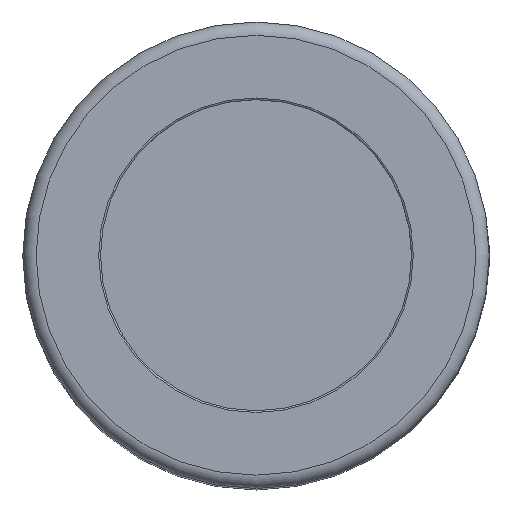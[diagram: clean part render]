
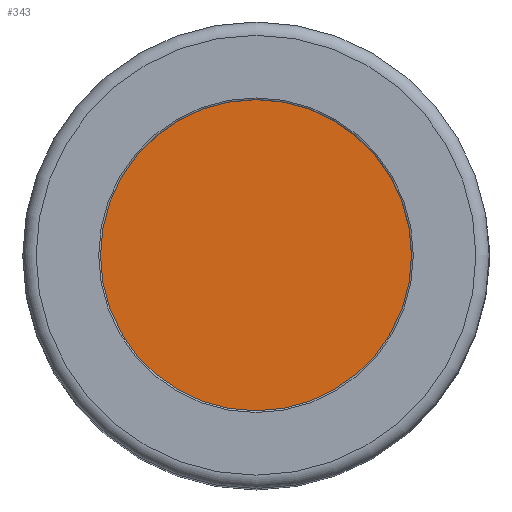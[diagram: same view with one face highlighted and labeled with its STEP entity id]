
A CAD part, top view. The second image highlights one B-rep face of the part: STEP entity #343.
In plain terms, the highlighted planar face has unit normal (0, 0, 1).
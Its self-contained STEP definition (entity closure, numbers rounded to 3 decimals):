
#250 = VERTEX_POINT('',#251);
#251 = CARTESIAN_POINT('',(3.5,0.,19.75));
#258 = CYLINDRICAL_SURFACE('',#259,3.5);
#259 = AXIS2_PLACEMENT_3D('',#260,#261,#262);
#260 = CARTESIAN_POINT('',(0.,0.,19.65));
#261 = DIRECTION('',(-0.,-0.,-1.));
#262 = DIRECTION('',(1.,0.,0.));
#277 = EDGE_CURVE('',#250,#250,#278,.T.);
#278 = SURFACE_CURVE('',#279,(#284,#291),.PCURVE_S1.);
#279 = CIRCLE('',#280,3.5);
#280 = AXIS2_PLACEMENT_3D('',#281,#282,#283);
#281 = CARTESIAN_POINT('',(0.,0.,19.75));
#282 = DIRECTION('',(0.,0.,1.));
#283 = DIRECTION('',(1.,0.,0.));
#284 = PCURVE('',#258,#285);
#285 = DEFINITIONAL_REPRESENTATION('',(#286),#290);
#286 = LINE('',#287,#288);
#287 = CARTESIAN_POINT('',(-0.,-0.1));
#288 = VECTOR('',#289,1.);
#289 = DIRECTION('',(-1.,0.));
#290 = ( GEOMETRIC_REPRESENTATION_CONTEXT(2) 
PARAMETRIC_REPRESENTATION_CONTEXT() REPRESENTATION_CONTEXT('2D SPACE',''
  ) );
#291 = PCURVE('',#292,#297);
#292 = PLANE('',#293);
#293 = AXIS2_PLACEMENT_3D('',#294,#295,#296);
#294 = CARTESIAN_POINT('',(3.5,0.,19.75));
#295 = DIRECTION('',(0.,0.,-1.));
#296 = DIRECTION('',(-1.,0.,0.));
#297 = DEFINITIONAL_REPRESENTATION('',(#298),#306);
#298 = ( BOUNDED_CURVE() B_SPLINE_CURVE(2,(#299,#300,#301,#302,#303,#304
,#305),.UNSPECIFIED.,.F.,.F.) B_SPLINE_CURVE_WITH_KNOTS((1,2,2,2,2,1),(
    -2.094,0.,2.094,4.189,6.283,
8.378),.UNSPECIFIED.) CURVE() GEOMETRIC_REPRESENTATION_ITEM() 
RATIONAL_B_SPLINE_CURVE((1.,0.5,1.,0.5,1.,0.5,1.)) REPRESENTATION_ITEM(
  '') );
#299 = CARTESIAN_POINT('',(0.,0.));
#300 = CARTESIAN_POINT('',(0.,6.062));
#301 = CARTESIAN_POINT('',(5.25,3.031));
#302 = CARTESIAN_POINT('',(10.5,0.));
#303 = CARTESIAN_POINT('',(5.25,-3.031));
#304 = CARTESIAN_POINT('',(0.,-6.062));
#305 = CARTESIAN_POINT('',(0.,0.));
#306 = ( GEOMETRIC_REPRESENTATION_CONTEXT(2) 
PARAMETRIC_REPRESENTATION_CONTEXT() REPRESENTATION_CONTEXT('2D SPACE',''
  ) );
#343 = ADVANCED_FACE('',(#344),#292,.F.);
#344 = FACE_BOUND('',#345,.T.);
#345 = EDGE_LOOP('',(#346));
#346 = ORIENTED_EDGE('',*,*,#277,.T.);
